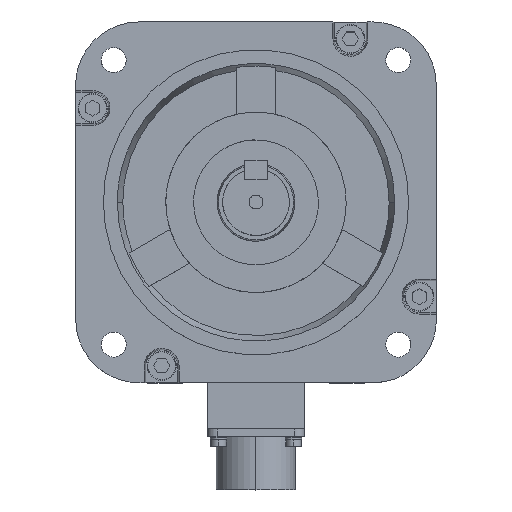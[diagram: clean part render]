
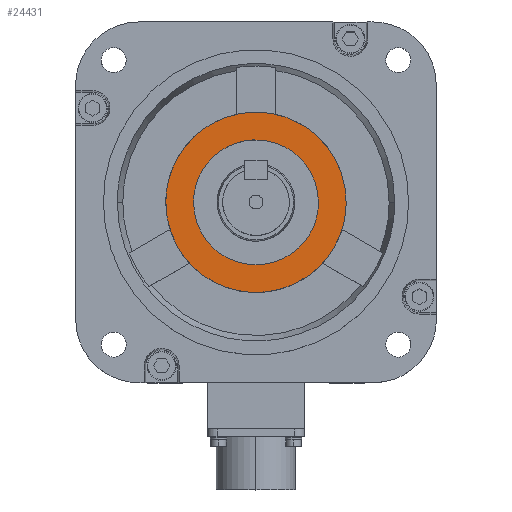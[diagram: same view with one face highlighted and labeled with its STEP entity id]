
A CAD part, top view. The second image highlights one B-rep face of the part: STEP entity #24431.
In plain terms, the highlighted free-form (B-spline) face has degree [1, 1] with [2, 2] control points.
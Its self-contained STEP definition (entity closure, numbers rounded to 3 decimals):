
#23953 = VERTEX_POINT('',#23954);
#23954 = CARTESIAN_POINT('',(-47.071,0.,
    8.69));
#23959 = EDGE_CURVE('',#23960,#23953,#23962,.T.);
#23960 = VERTEX_POINT('',#23961);
#23961 = CARTESIAN_POINT('',(47.071,0.,8.69));
#23962 = ( BOUNDED_CURVE() B_SPLINE_CURVE(2,(#23963,#23964,#23965,#23966
,#23967),.UNSPECIFIED.,.F.,.F.) B_SPLINE_CURVE_WITH_KNOTS((3,2,3),(0.,
1.571,3.142),.PIECEWISE_BEZIER_KNOTS.) CURVE() 
GEOMETRIC_REPRESENTATION_ITEM() RATIONAL_B_SPLINE_CURVE((1.,
0.707,1.,0.707,1.)) REPRESENTATION_ITEM('') );
#23963 = CARTESIAN_POINT('',(47.071,0.,8.69));
#23964 = CARTESIAN_POINT('',(47.071,47.071,
    8.69));
#23965 = CARTESIAN_POINT('',(0.,47.071,
    8.69));
#23966 = CARTESIAN_POINT('',(-47.071,47.071,
    8.69));
#23967 = CARTESIAN_POINT('',(-47.071,0.,
    8.69));
#24003 = EDGE_CURVE('',#23953,#23960,#24004,.T.);
#24004 = ( BOUNDED_CURVE() B_SPLINE_CURVE(2,(#24005,#24006,#24007,#24008
,#24009),.UNSPECIFIED.,.F.,.F.) B_SPLINE_CURVE_WITH_KNOTS((3,2,3),(
    3.142,4.712,6.283),
.PIECEWISE_BEZIER_KNOTS.) CURVE() GEOMETRIC_REPRESENTATION_ITEM() 
RATIONAL_B_SPLINE_CURVE((1.,0.707,1.,0.707,1.)) 
REPRESENTATION_ITEM('') );
#24005 = CARTESIAN_POINT('',(-47.071,0.,
    8.69));
#24006 = CARTESIAN_POINT('',(-47.071,-47.071,
    8.69));
#24007 = CARTESIAN_POINT('',(0.,-47.071,
    8.69));
#24008 = CARTESIAN_POINT('',(47.071,-47.071,
    8.69));
#24009 = CARTESIAN_POINT('',(47.071,0.,
    8.69));
#24431 = ADVANCED_FACE('',(#24432,#24454),#24458,.T.);
#24432 = FACE_BOUND('',#24433,.T.);
#24433 = EDGE_LOOP('',(#24434,#24446));
#24434 = ORIENTED_EDGE('',*,*,#24435,.F.);
#24435 = EDGE_CURVE('',#24436,#24438,#24440,.T.);
#24436 = VERTEX_POINT('',#24437);
#24437 = CARTESIAN_POINT('',(32.588,0.,8.69));
#24438 = VERTEX_POINT('',#24439);
#24439 = CARTESIAN_POINT('',(-32.588,0.,
    8.69));
#24440 = ( BOUNDED_CURVE() B_SPLINE_CURVE(2,(#24441,#24442,#24443,#24444
,#24445),.UNSPECIFIED.,.F.,.F.) B_SPLINE_CURVE_WITH_KNOTS((3,2,3),(0.,
1.571,3.142),.PIECEWISE_BEZIER_KNOTS.) CURVE() 
GEOMETRIC_REPRESENTATION_ITEM() RATIONAL_B_SPLINE_CURVE((1.,
0.707,1.,0.707,1.)) REPRESENTATION_ITEM('') );
#24441 = CARTESIAN_POINT('',(32.588,0.,8.69));
#24442 = CARTESIAN_POINT('',(32.588,32.588,
    8.69));
#24443 = CARTESIAN_POINT('',(0.,32.588,
    8.69));
#24444 = CARTESIAN_POINT('',(-32.588,32.588,
    8.69));
#24445 = CARTESIAN_POINT('',(-32.588,0.,
    8.69));
#24446 = ORIENTED_EDGE('',*,*,#24447,.F.);
#24447 = EDGE_CURVE('',#24438,#24436,#24448,.T.);
#24448 = ( BOUNDED_CURVE() B_SPLINE_CURVE(2,(#24449,#24450,#24451,#24452
,#24453),.UNSPECIFIED.,.F.,.F.) B_SPLINE_CURVE_WITH_KNOTS((3,2,3),(
    3.142,4.712,6.283),
.PIECEWISE_BEZIER_KNOTS.) CURVE() GEOMETRIC_REPRESENTATION_ITEM() 
RATIONAL_B_SPLINE_CURVE((1.,0.707,1.,0.707,1.)) 
REPRESENTATION_ITEM('') );
#24449 = CARTESIAN_POINT('',(-32.588,0.,
    8.69));
#24450 = CARTESIAN_POINT('',(-32.588,-32.588,
    8.69));
#24451 = CARTESIAN_POINT('',(0.,-32.588,
    8.69));
#24452 = CARTESIAN_POINT('',(32.588,-32.588,
    8.69));
#24453 = CARTESIAN_POINT('',(32.588,0.,
    8.69));
#24454 = FACE_BOUND('',#24455,.T.);
#24455 = EDGE_LOOP('',(#24456,#24457));
#24456 = ORIENTED_EDGE('',*,*,#23959,.T.);
#24457 = ORIENTED_EDGE('',*,*,#24003,.T.);
#24458 = B_SPLINE_SURFACE_WITH_KNOTS('',1,1,(
    (#24459,#24460)
    ,(#24461,#24462
  )),.UNSPECIFIED.,.F.,.F.,.F.,(2,2),(2,2),(-32.5,32.5),(-32.5,32.5),
  .PIECEWISE_BEZIER_KNOTS.);
#24459 = CARTESIAN_POINT('',(-47.071,-47.071,
    8.69));
#24460 = CARTESIAN_POINT('',(-47.071,47.071,
    8.69));
#24461 = CARTESIAN_POINT('',(47.071,-47.071,
    8.69));
#24462 = CARTESIAN_POINT('',(47.071,47.071,
    8.69));
